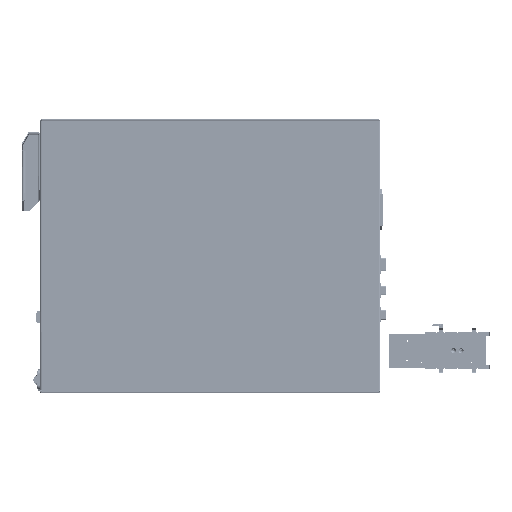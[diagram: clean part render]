
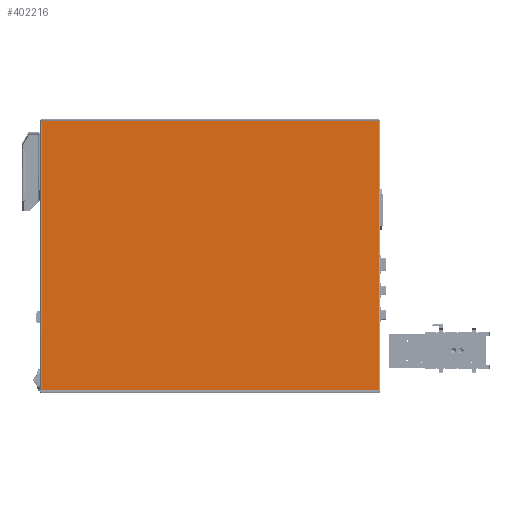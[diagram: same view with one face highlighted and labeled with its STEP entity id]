
A CAD part, top view. The second image highlights one B-rep face of the part: STEP entity #402216.
In plain terms, the highlighted planar face has unit normal (0, 0, 1).
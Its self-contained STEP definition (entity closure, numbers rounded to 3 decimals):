
#8288 = VECTOR ( 'NONE', #218110, 1000. ) ;
#31816 = AXIS2_PLACEMENT_3D ( 'NONE', #248953, #41142, #369599 ) ;
#41142 = DIRECTION ( 'NONE',  ( 0., 0., -1. ) ) ;
#46116 = VECTOR ( 'NONE', #144578, 1000. ) ;
#74274 = CARTESIAN_POINT ( 'NONE',  ( 346., 277.293, 1274. ) ) ;
#83684 = LINE ( 'NONE', #212725, #157708 ) ;
#85433 = CARTESIAN_POINT ( 'NONE',  ( -346., -277.293, 1274. ) ) ;
#96696 = ORIENTED_EDGE ( 'NONE', *, *, #395943, .T. ) ;
#106821 = CARTESIAN_POINT ( 'NONE',  ( -346., 277.293, 1274. ) ) ;
#128434 = ORIENTED_EDGE ( 'NONE', *, *, #397528, .F. ) ;
#144578 = DIRECTION ( 'NONE',  ( -1., 0., 0. ) ) ;
#144667 = CARTESIAN_POINT ( 'NONE',  ( 346., -277.293, 1274. ) ) ;
#157708 = VECTOR ( 'NONE', #281218, 1000. ) ;
#161739 = VERTEX_POINT ( 'NONE', #144667 ) ;
#172554 = CARTESIAN_POINT ( 'NONE',  ( 348., -277.293, 1274. ) ) ;
#177679 = LINE ( 'NONE', #106821, #360768 ) ;
#181315 = EDGE_CURVE ( 'NONE', #161739, #202871, #376108, .T. ) ;
#202871 = VERTEX_POINT ( 'NONE', #85433 ) ;
#212725 = CARTESIAN_POINT ( 'NONE',  ( 346., -280., 1274. ) ) ;
#218110 = DIRECTION ( 'NONE',  ( -1., 0., 0. ) ) ;
#224416 = CARTESIAN_POINT ( 'NONE',  ( 348., 277.293, 1274. ) ) ;
#234665 = FACE_OUTER_BOUND ( 'NONE', #402347, .T. ) ;
#248953 = CARTESIAN_POINT ( 'NONE',  ( 348., 0., 1274. ) ) ;
#281218 = DIRECTION ( 'NONE',  ( 0., -1., 0. ) ) ;
#320033 = ORIENTED_EDGE ( 'NONE', *, *, #181315, .F. ) ;
#342220 = VERTEX_POINT ( 'NONE', #377802 ) ;
#360768 = VECTOR ( 'NONE', #402749, 1000. ) ;
#365357 = PLANE ( 'NONE',  #31816 ) ;
#369599 = DIRECTION ( 'NONE',  ( 1., 0., 0. ) ) ;
#373938 = ORIENTED_EDGE ( 'NONE', *, *, #399332, .T. ) ;
#376108 = LINE ( 'NONE', #172554, #46116 ) ;
#377802 = CARTESIAN_POINT ( 'NONE',  ( -346., 277.293, 1274. ) ) ;
#388460 = VERTEX_POINT ( 'NONE', #74274 ) ;
#395943 = EDGE_CURVE ( 'NONE', #342220, #202871, #177679, .T. ) ;
#397528 = EDGE_CURVE ( 'NONE', #388460, #161739, #83684, .T. ) ;
#399332 = EDGE_CURVE ( 'NONE', #388460, #342220, #413075, .T. ) ;
#402216 = ADVANCED_FACE ( 'NONE', ( #234665 ), #365357, .F. ) ;
#402347 = EDGE_LOOP ( 'NONE', ( #96696, #320033, #128434, #373938 ) ) ;
#402749 = DIRECTION ( 'NONE',  ( 0., -1., 0. ) ) ;
#413075 = LINE ( 'NONE', #224416, #8288 ) ;
